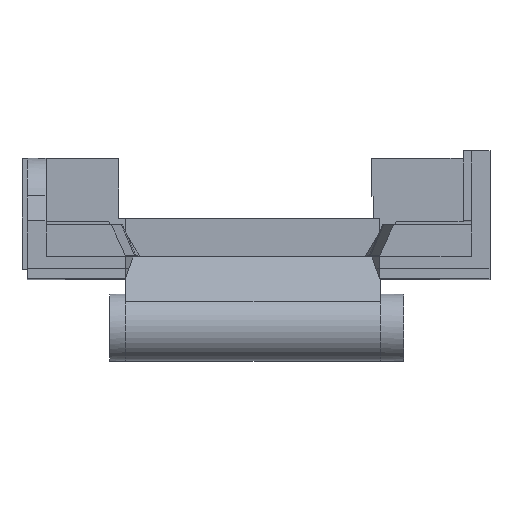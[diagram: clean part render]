
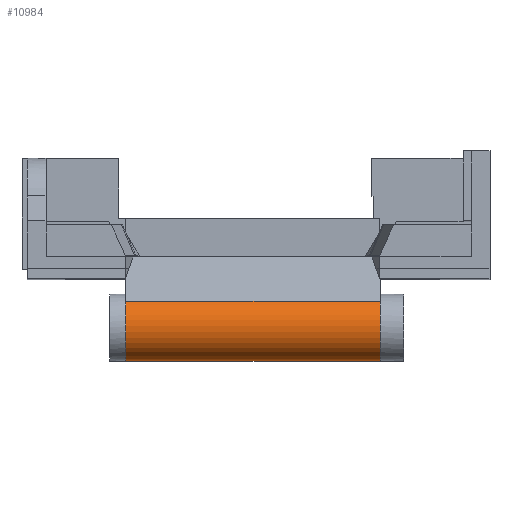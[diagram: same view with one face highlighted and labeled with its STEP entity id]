
A CAD part, top view. The second image highlights one B-rep face of the part: STEP entity #10984.
In plain terms, the highlighted cylindrical face has radius 3.3 mm (diameter 6.6 mm), a partial arc.
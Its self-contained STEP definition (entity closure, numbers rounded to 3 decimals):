
#4336 = PLANE('',#4337);
#4337 = AXIS2_PLACEMENT_3D('',#4338,#4339,#4340);
#4338 = CARTESIAN_POINT('',(-12.8,20.65,43.));
#4339 = DIRECTION('',(0.,-0.786,-0.618));
#4340 = DIRECTION('',(0.,-0.618,0.786));
#4388 = PLANE('',#4389);
#4389 = AXIS2_PLACEMENT_3D('',#4390,#4391,#4392);
#4390 = CARTESIAN_POINT('',(-12.8,11.891,43.74));
#4391 = DIRECTION('',(0.,0.548,0.836));
#4392 = DIRECTION('',(0.,0.836,-0.548));
#7502 = VERTEX_POINT('',#7503);
#7503 = CARTESIAN_POINT('',(-12.8,16.294,48.54));
#7545 = CYLINDRICAL_SURFACE('',#7546,3.3);
#7546 = AXIS2_PLACEMENT_3D('',#7547,#7548,#7549);
#7547 = CARTESIAN_POINT('',(-12.8,13.7,46.5));
#7548 = DIRECTION('',(1.,0.,0.));
#7549 = DIRECTION('',(0.,1.,0.));
#7558 = VERTEX_POINT('',#7559);
#7559 = CARTESIAN_POINT('',(-12.8,11.891,43.74));
#7611 = EDGE_CURVE('',#7558,#7612,#7614,.T.);
#7612 = VERTEX_POINT('',#7613);
#7613 = CARTESIAN_POINT('',(12.2,11.891,43.74));
#7614 = SURFACE_CURVE('',#7615,(#7619,#7626),.PCURVE_S1.);
#7615 = LINE('',#7616,#7617);
#7616 = CARTESIAN_POINT('',(-12.8,11.891,43.74));
#7617 = VECTOR('',#7618,1.);
#7618 = DIRECTION('',(1.,0.,0.));
#7619 = PCURVE('',#4388,#7620);
#7620 = DEFINITIONAL_REPRESENTATION('',(#7621),#7625);
#7621 = LINE('',#7622,#7623);
#7622 = CARTESIAN_POINT('',(0.,-0.));
#7623 = VECTOR('',#7624,1.);
#7624 = DIRECTION('',(0.,-1.));
#7625 = ( GEOMETRIC_REPRESENTATION_CONTEXT(2) 
PARAMETRIC_REPRESENTATION_CONTEXT() REPRESENTATION_CONTEXT('2D SPACE',''
  ) );
#7626 = PCURVE('',#7627,#7632);
#7627 = CYLINDRICAL_SURFACE('',#7628,3.3);
#7628 = AXIS2_PLACEMENT_3D('',#7629,#7630,#7631);
#7629 = CARTESIAN_POINT('',(-12.8,13.7,46.5));
#7630 = DIRECTION('',(-1.,0.,0.));
#7631 = DIRECTION('',(0.,1.,0.));
#7632 = DEFINITIONAL_REPRESENTATION('',(#7633),#7637);
#7633 = LINE('',#7634,#7635);
#7634 = CARTESIAN_POINT('',(-4.132,0.));
#7635 = VECTOR('',#7636,1.);
#7636 = DIRECTION('',(-0.,-1.));
#7637 = ( GEOMETRIC_REPRESENTATION_CONTEXT(2) 
PARAMETRIC_REPRESENTATION_CONTEXT() REPRESENTATION_CONTEXT('2D SPACE',''
  ) );
#7983 = VERTEX_POINT('',#7984);
#7984 = CARTESIAN_POINT('',(12.2,16.294,48.54));
#8022 = CYLINDRICAL_SURFACE('',#8023,3.3);
#8023 = AXIS2_PLACEMENT_3D('',#8024,#8025,#8026);
#8024 = CARTESIAN_POINT('',(12.2,13.7,46.5));
#8025 = DIRECTION('',(-1.,0.,0.));
#8026 = DIRECTION('',(0.,1.,0.));
#8106 = EDGE_CURVE('',#7502,#7983,#8107,.T.);
#8107 = SURFACE_CURVE('',#8108,(#8112,#8119),.PCURVE_S1.);
#8108 = LINE('',#8109,#8110);
#8109 = CARTESIAN_POINT('',(-12.8,16.294,48.54));
#8110 = VECTOR('',#8111,1.);
#8111 = DIRECTION('',(1.,0.,0.));
#8112 = PCURVE('',#4336,#8113);
#8113 = DEFINITIONAL_REPRESENTATION('',(#8114),#8118);
#8114 = LINE('',#8115,#8116);
#8115 = CARTESIAN_POINT('',(7.047,0.));
#8116 = VECTOR('',#8117,1.);
#8117 = DIRECTION('',(0.,-1.));
#8118 = ( GEOMETRIC_REPRESENTATION_CONTEXT(2) 
PARAMETRIC_REPRESENTATION_CONTEXT() REPRESENTATION_CONTEXT('2D SPACE',''
  ) );
#8119 = PCURVE('',#7627,#8120);
#8120 = DEFINITIONAL_REPRESENTATION('',(#8121),#8125);
#8121 = LINE('',#8122,#8123);
#8122 = CARTESIAN_POINT('',(-0.666,0.));
#8123 = VECTOR('',#8124,1.);
#8124 = DIRECTION('',(-0.,-1.));
#8125 = ( GEOMETRIC_REPRESENTATION_CONTEXT(2) 
PARAMETRIC_REPRESENTATION_CONTEXT() REPRESENTATION_CONTEXT('2D SPACE',''
  ) );
#10963 = EDGE_CURVE('',#7502,#7558,#10964,.T.);
#10964 = SURFACE_CURVE('',#10965,(#10970,#10977),.PCURVE_S1.);
#10965 = CIRCLE('',#10966,3.3);
#10966 = AXIS2_PLACEMENT_3D('',#10967,#10968,#10969);
#10967 = CARTESIAN_POINT('',(-12.8,13.7,46.5));
#10968 = DIRECTION('',(1.,0.,0.));
#10969 = DIRECTION('',(0.,1.,0.));
#10970 = PCURVE('',#7545,#10971);
#10971 = DEFINITIONAL_REPRESENTATION('',(#10972),#10976);
#10972 = LINE('',#10973,#10974);
#10973 = CARTESIAN_POINT('',(-6.283,0.));
#10974 = VECTOR('',#10975,1.);
#10975 = DIRECTION('',(1.,-0.));
#10976 = ( GEOMETRIC_REPRESENTATION_CONTEXT(2) 
PARAMETRIC_REPRESENTATION_CONTEXT() REPRESENTATION_CONTEXT('2D SPACE',''
  ) );
#10977 = PCURVE('',#7627,#10978);
#10978 = DEFINITIONAL_REPRESENTATION('',(#10979),#10983);
#10979 = LINE('',#10980,#10981);
#10980 = CARTESIAN_POINT('',(-0.,0.));
#10981 = VECTOR('',#10982,1.);
#10982 = DIRECTION('',(-1.,0.));
#10983 = ( GEOMETRIC_REPRESENTATION_CONTEXT(2) 
PARAMETRIC_REPRESENTATION_CONTEXT() REPRESENTATION_CONTEXT('2D SPACE',''
  ) );
#10984 = ADVANCED_FACE('',(#10985),#7627,.T.);
#10985 = FACE_BOUND('',#10986,.F.);
#10986 = EDGE_LOOP('',(#10987,#10988,#11010,#11011));
#10987 = ORIENTED_EDGE('',*,*,#8106,.T.);
#10988 = ORIENTED_EDGE('',*,*,#10989,.T.);
#10989 = EDGE_CURVE('',#7983,#7612,#10990,.T.);
#10990 = SURFACE_CURVE('',#10991,(#10996,#11003),.PCURVE_S1.);
#10991 = CIRCLE('',#10992,3.3);
#10992 = AXIS2_PLACEMENT_3D('',#10993,#10994,#10995);
#10993 = CARTESIAN_POINT('',(12.2,13.7,46.5));
#10994 = DIRECTION('',(1.,0.,0.));
#10995 = DIRECTION('',(0.,1.,0.));
#10996 = PCURVE('',#7627,#10997);
#10997 = DEFINITIONAL_REPRESENTATION('',(#10998),#11002);
#10998 = LINE('',#10999,#11000);
#10999 = CARTESIAN_POINT('',(-0.,-25.));
#11000 = VECTOR('',#11001,1.);
#11001 = DIRECTION('',(-1.,0.));
#11002 = ( GEOMETRIC_REPRESENTATION_CONTEXT(2) 
PARAMETRIC_REPRESENTATION_CONTEXT() REPRESENTATION_CONTEXT('2D SPACE',''
  ) );
#11003 = PCURVE('',#8022,#11004);
#11004 = DEFINITIONAL_REPRESENTATION('',(#11005),#11009);
#11005 = LINE('',#11006,#11007);
#11006 = CARTESIAN_POINT('',(-0.,0.));
#11007 = VECTOR('',#11008,1.);
#11008 = DIRECTION('',(-1.,0.));
#11009 = ( GEOMETRIC_REPRESENTATION_CONTEXT(2) 
PARAMETRIC_REPRESENTATION_CONTEXT() REPRESENTATION_CONTEXT('2D SPACE',''
  ) );
#11010 = ORIENTED_EDGE('',*,*,#7611,.F.);
#11011 = ORIENTED_EDGE('',*,*,#10963,.F.);
